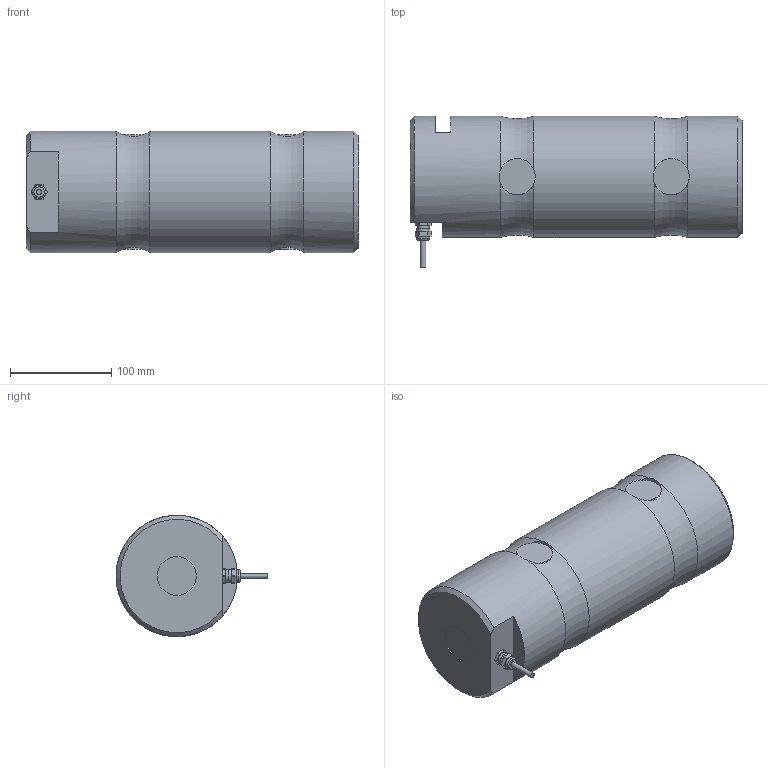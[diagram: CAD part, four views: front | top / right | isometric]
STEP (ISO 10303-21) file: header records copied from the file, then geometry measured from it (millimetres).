
FILE_DESCRIPTION(/* description */ (''),/* implementation_level */ '2;1');
FILE_NAME(/* name */ '535TS-100t v1.step',/* time_stamp */ '2020-01-21T14:53:40-08:00',/* author */ (''),/* organization */ (''),/* preprocessor_version */ 'ST-DEVELOPER v18',/* originating_system */ 'Autodesk Translation Framework v8.12.0.6',/* authorisation */ '');
FILE_SCHEMA (('AUTOMOTIVE_DESIGN { 1 0 10303 214 3 1 1 }'));
Length unit declared in the file: millimetre
Products named in the file (1): 535TS-100t
Bounding box: 328 x 150.08 x 120 mm (x, y, z)
Volume: 3622409.1 mm3; surface area: 147959.1 mm2
Topology: 1 solids, 1 shells, 75 faces, 191 edges, 126 vertices
Faces by surface type: cylinder 37, plane 30, torus 5, cone 3
Full cylindrical faces by diameter (mm): 4 x1, 5.1 x1, 12 x1, 13 x2, 38.4 x1, 120 x3
Entity records: 2536 total; most frequent: CARTESIAN_POINT 668, DIRECTION 397, ORIENTED_EDGE 380, EDGE_CURVE 190, AXIS2_PLACEMENT_3D 165, VERTEX_POINT 126, CIRCLE 89, EDGE_LOOP 84
